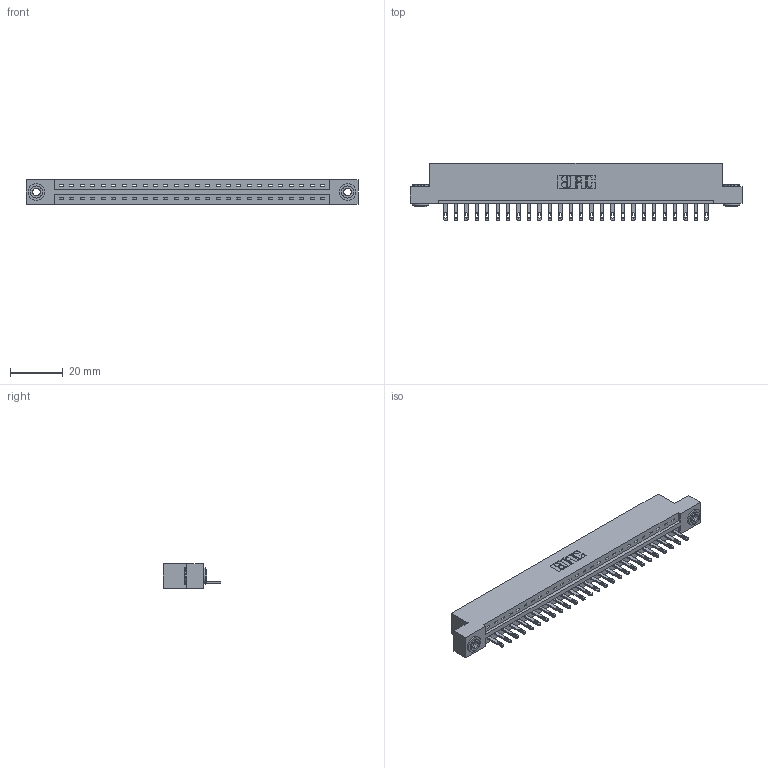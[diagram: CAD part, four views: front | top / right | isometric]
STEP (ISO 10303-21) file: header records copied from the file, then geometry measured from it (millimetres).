
FILE_DESCRIPTION (( 'STEP AP203' ), '1' );
FILE_NAME ('337-026-500-103.STEP', '2019-09-30T18:09:40', ( '' ), ( '' ), 'SwSTEP 2.0', 'SolidWorks 2016', '' );
FILE_SCHEMA (( 'CONFIG_CONTROL_DESIGN' ));
Length unit declared in the file: inch
Products named in the file (4): 345-250-002_345-250-002-102; 337-026-500-103; 337 Part_Flush Mounting Lugs - 0.156 Dia-TH; 345-292-001_345-293-100
Assembly tree (29 placements, depth 2):
  337-026-500-103
    337 Part_Flush Mounting Lugs - 0.156 Dia-TH
    345-292-001_345-293-100  x26
    345-250-002_345-250-002-102  x2
Bounding box: 126.03 x 21.85 x 9.4 mm (x, y, z)
Volume: 12934.5 mm3; surface area: 13570.5 mm2
Topology: 29 solids, 29 shells, 1660 faces, 5067 edges, 3374 vertices
Faces by surface type: plane 1120, cylinder 532, cone 8
Entity records: 21976 total; most frequent: CARTESIAN_POINT 3803, ORIENTED_EDGE 3758, DIRECTION 3269, EDGE_CURVE 1879, LINE 1723, VECTOR 1723, VERTEX_POINT 1250, AXIS2_PLACEMENT_3D 773
